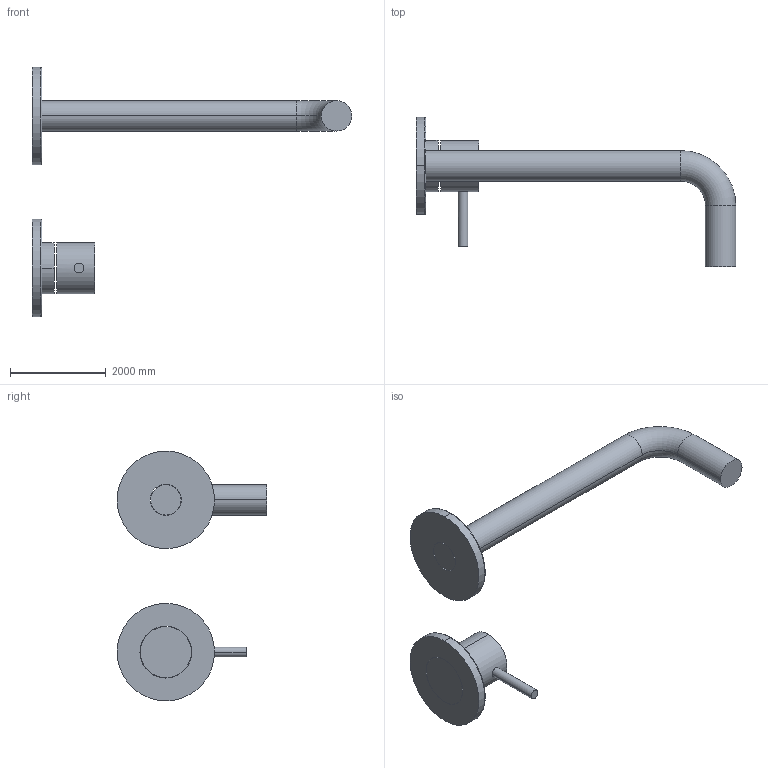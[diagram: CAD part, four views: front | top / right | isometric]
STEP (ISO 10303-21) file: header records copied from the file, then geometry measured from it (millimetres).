
FILE_DESCRIPTION((''),'2;1');
FILE_NAME('092','2018-07-29T',('MQ'),(''),'PRO/ENGINEER BY PARAMETRIC TECHNOLOGY CORPORATION, 2012130','PRO/ENGINEER BY PARAMETRIC TECHNOLOGY CORPORATION, 2012130','');
FILE_SCHEMA(('CONFIG_CONTROL_DESIGN'));
Length unit declared in the file: inch
Products named in the file (1): 092
Bounding box: 6667.5 x 3124.2 x 5207 mm (x, y, z)
Volume: 4788913040.4 mm3; surface area: 39350218 mm2
Topology: 5 solids, 5 shells, 35 faces, 64 edges, 40 vertices
Faces by surface type: cylinder 18, plane 11, torus 6
Entity records: 942 total; most frequent: DIRECTION 176, CARTESIAN_POINT 167, ORIENTED_EDGE 128, AXIS2_PLACEMENT_3D 79, EDGE_CURVE 64, CIRCLE 44, VERTEX_POINT 40, EDGE_LOOP 40
